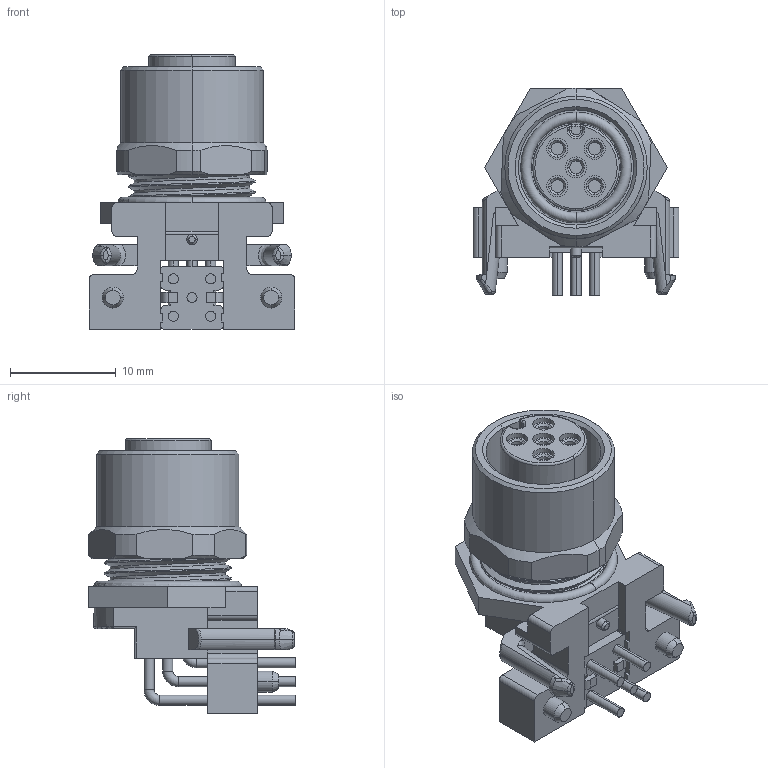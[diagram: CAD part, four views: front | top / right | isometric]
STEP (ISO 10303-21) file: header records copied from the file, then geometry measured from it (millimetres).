
FILE_DESCRIPTION(('STEP AP242'),'1');
FILE_NAME('t4145015051-001.stp','2022-09-05T13:48:32',('TraceParts'),('TraceParts S.A.'),'Spatial InterOp 3D',' ',' ');
FILE_SCHEMA(('AP242_MANAGED_MODEL_BASED_3D_ENGINEERING_MIM_LF {1 0 10303 442 1 1 4}'));
Length unit declared in the file: millimetre
Products named in the file (1): t4145015051-001
Bounding box: 19.5 x 19.6 x 26 mm (x, y, z)
Volume: 3058.4 mm3; surface area: 2887.4 mm2
Topology: 1 solids, 1 shells, 472 faces, 1233 edges, 783 vertices
Faces by surface type: plane 233, cylinder 128, cone 60, torus 28, bspline 19, sphere 4
Entity records: 17697 total; most frequent: CARTESIAN_POINT 6033, ORIENTED_EDGE 2466, DIRECTION 2401, EDGE_CURVE 1233, AXIS2_PLACEMENT_3D 818, VERTEX_POINT 783, LINE 765, VECTOR 765
